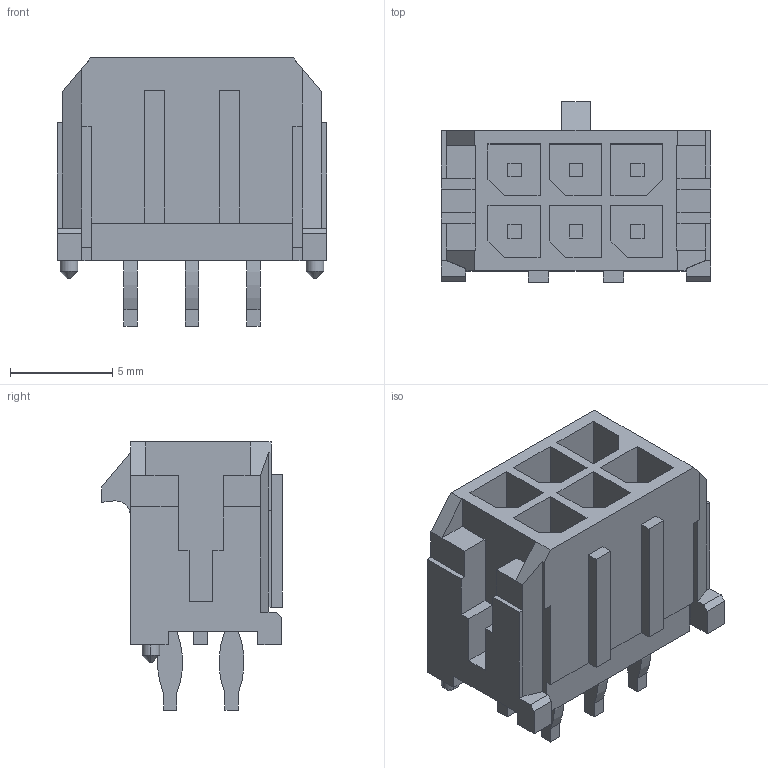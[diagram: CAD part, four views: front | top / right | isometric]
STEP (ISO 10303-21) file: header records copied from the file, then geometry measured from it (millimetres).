
FILE_DESCRIPTION((''),'2;1');
FILE_NAME('449140601','2019-07-30T',('gga'),(''),'PRO/ENGINEER BY PARAMETRIC TECHNOLOGY CORPORATION, 2016010','PRO/ENGINEER BY PARAMETRIC TECHNOLOGY CORPORATION, 2016010','');
FILE_SCHEMA(('CONFIG_CONTROL_DESIGN'));
Length unit declared in the file: millimetre
Products named in the file (1): 449140601
Bounding box: 13.15 x 8.8 x 13.09 mm (x, y, z)
Volume: 554 mm3; surface area: 1198.3 mm2
Topology: 1 solids, 1 shells, 217 faces, 592 edges, 401 vertices
Faces by surface type: plane 196, cylinder 17, cone 4
Entity records: 6763 total; most frequent: CARTESIAN_POINT 1184, ORIENTED_EDGE 1134, DIRECTION 1082, EDGE_CURVE 567, VECTOR 538, LINE 538, VERTEX_POINT 374, AXIS2_PLACEMENT_3D 272
